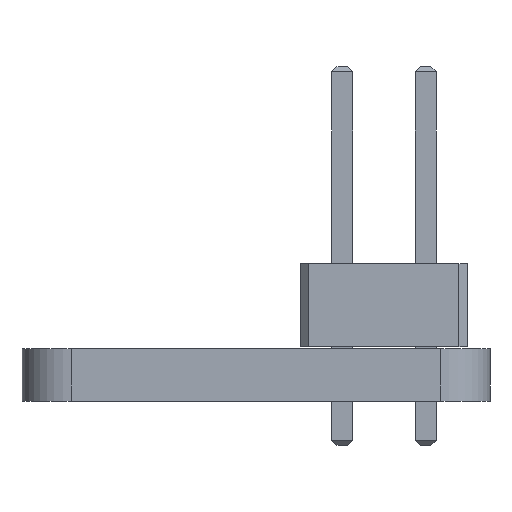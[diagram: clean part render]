
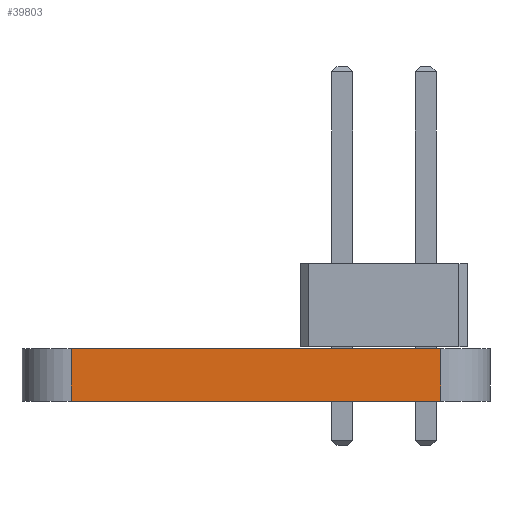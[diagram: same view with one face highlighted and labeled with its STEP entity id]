
A CAD part, front view. The second image highlights one B-rep face of the part: STEP entity #39803.
In plain terms, the highlighted planar face has unit normal (0, -1, 0).
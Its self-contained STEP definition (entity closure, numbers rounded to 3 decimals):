
#37473 = CYLINDRICAL_SURFACE('',#37474,1.5);
#37474 = AXIS2_PLACEMENT_3D('',#37475,#37476,#37477);
#37475 = CARTESIAN_POINT('',(5.625,-19.5,0.));
#37476 = DIRECTION('',(0.,0.,-1.));
#37477 = DIRECTION('',(1.,0.,0.));
#37501 = PLANE('',#37502);
#37502 = AXIS2_PLACEMENT_3D('',#37503,#37504,#37505);
#37503 = CARTESIAN_POINT('',(0.,0.,1.6
    ));
#37504 = DIRECTION('',(0.,0.,1.));
#37505 = DIRECTION('',(1.,0.,0.));
#37555 = PLANE('',#37556);
#37556 = AXIS2_PLACEMENT_3D('',#37557,#37558,#37559);
#37557 = CARTESIAN_POINT('',(0.,0.,
    0.));
#37558 = DIRECTION('',(0.,0.,1.));
#37559 = DIRECTION('',(1.,0.,0.));
#37570 = EDGE_CURVE('',#37571,#37573,#37575,.T.);
#37571 = VERTEX_POINT('',#37572);
#37572 = CARTESIAN_POINT('',(5.625,-21.,0.));
#37573 = VERTEX_POINT('',#37574);
#37574 = CARTESIAN_POINT('',(5.625,-21.,1.6));
#37575 = SURFACE_CURVE('',#37576,(#37580,#37587),.PCURVE_S1.);
#37576 = LINE('',#37577,#37578);
#37577 = CARTESIAN_POINT('',(5.625,-21.,0.));
#37578 = VECTOR('',#37579,1.);
#37579 = DIRECTION('',(0.,0.,1.));
#37580 = PCURVE('',#37473,#37581);
#37581 = DEFINITIONAL_REPRESENTATION('',(#37582),#37586);
#37582 = LINE('',#37583,#37584);
#37583 = CARTESIAN_POINT('',(-4.712,0.));
#37584 = VECTOR('',#37585,1.);
#37585 = DIRECTION('',(0.,-1.));
#37586 = ( GEOMETRIC_REPRESENTATION_CONTEXT(2) 
PARAMETRIC_REPRESENTATION_CONTEXT() REPRESENTATION_CONTEXT('2D SPACE',''
  ) );
#37587 = PCURVE('',#37588,#37593);
#37588 = PLANE('',#37589);
#37589 = AXIS2_PLACEMENT_3D('',#37590,#37591,#37592);
#37590 = CARTESIAN_POINT('',(-5.625,-21.,0.));
#37591 = DIRECTION('',(0.,1.,0.));
#37592 = DIRECTION('',(1.,0.,0.));
#37593 = DEFINITIONAL_REPRESENTATION('',(#37594),#37598);
#37594 = LINE('',#37595,#37596);
#37595 = CARTESIAN_POINT('',(11.25,0.));
#37596 = VECTOR('',#37597,1.);
#37597 = DIRECTION('',(0.,-1.));
#37598 = ( GEOMETRIC_REPRESENTATION_CONTEXT(2) 
PARAMETRIC_REPRESENTATION_CONTEXT() REPRESENTATION_CONTEXT('2D SPACE',''
  ) );
#37809 = VERTEX_POINT('',#37810);
#37810 = CARTESIAN_POINT('',(-5.625,-21.,0.));
#37825 = CYLINDRICAL_SURFACE('',#37826,1.5);
#37826 = AXIS2_PLACEMENT_3D('',#37827,#37828,#37829);
#37827 = CARTESIAN_POINT('',(-5.625,-19.5,0.));
#37828 = DIRECTION('',(0.,0.,-1.));
#37829 = DIRECTION('',(1.,0.,0.));
#37837 = EDGE_CURVE('',#37809,#37571,#37838,.T.);
#37838 = SURFACE_CURVE('',#37839,(#37843,#37850),.PCURVE_S1.);
#37839 = LINE('',#37840,#37841);
#37840 = CARTESIAN_POINT('',(-5.625,-21.,0.));
#37841 = VECTOR('',#37842,1.);
#37842 = DIRECTION('',(1.,0.,0.));
#37843 = PCURVE('',#37555,#37844);
#37844 = DEFINITIONAL_REPRESENTATION('',(#37845),#37849);
#37845 = LINE('',#37846,#37847);
#37846 = CARTESIAN_POINT('',(-5.625,-21.));
#37847 = VECTOR('',#37848,1.);
#37848 = DIRECTION('',(1.,0.));
#37849 = ( GEOMETRIC_REPRESENTATION_CONTEXT(2) 
PARAMETRIC_REPRESENTATION_CONTEXT() REPRESENTATION_CONTEXT('2D SPACE',''
  ) );
#37850 = PCURVE('',#37588,#37851);
#37851 = DEFINITIONAL_REPRESENTATION('',(#37852),#37856);
#37852 = LINE('',#37853,#37854);
#37853 = CARTESIAN_POINT('',(0.,0.));
#37854 = VECTOR('',#37855,1.);
#37855 = DIRECTION('',(1.,0.));
#37856 = ( GEOMETRIC_REPRESENTATION_CONTEXT(2) 
PARAMETRIC_REPRESENTATION_CONTEXT() REPRESENTATION_CONTEXT('2D SPACE',''
  ) );
#38927 = VERTEX_POINT('',#38928);
#38928 = CARTESIAN_POINT('',(-5.625,-21.,1.6));
#38950 = EDGE_CURVE('',#38927,#37573,#38951,.T.);
#38951 = SURFACE_CURVE('',#38952,(#38956,#38963),.PCURVE_S1.);
#38952 = LINE('',#38953,#38954);
#38953 = CARTESIAN_POINT('',(-5.625,-21.,1.6));
#38954 = VECTOR('',#38955,1.);
#38955 = DIRECTION('',(1.,0.,0.));
#38956 = PCURVE('',#37501,#38957);
#38957 = DEFINITIONAL_REPRESENTATION('',(#38958),#38962);
#38958 = LINE('',#38959,#38960);
#38959 = CARTESIAN_POINT('',(-5.625,-21.));
#38960 = VECTOR('',#38961,1.);
#38961 = DIRECTION('',(1.,0.));
#38962 = ( GEOMETRIC_REPRESENTATION_CONTEXT(2) 
PARAMETRIC_REPRESENTATION_CONTEXT() REPRESENTATION_CONTEXT('2D SPACE',''
  ) );
#38963 = PCURVE('',#37588,#38964);
#38964 = DEFINITIONAL_REPRESENTATION('',(#38965),#38969);
#38965 = LINE('',#38966,#38967);
#38966 = CARTESIAN_POINT('',(0.,-1.6));
#38967 = VECTOR('',#38968,1.);
#38968 = DIRECTION('',(1.,0.));
#38969 = ( GEOMETRIC_REPRESENTATION_CONTEXT(2) 
PARAMETRIC_REPRESENTATION_CONTEXT() REPRESENTATION_CONTEXT('2D SPACE',''
  ) );
#39803 = ADVANCED_FACE('',(#39804),#37588,.F.);
#39804 = FACE_BOUND('',#39805,.F.);
#39805 = EDGE_LOOP('',(#39806,#39827,#39828,#39829));
#39806 = ORIENTED_EDGE('',*,*,#39807,.T.);
#39807 = EDGE_CURVE('',#37809,#38927,#39808,.T.);
#39808 = SURFACE_CURVE('',#39809,(#39813,#39820),.PCURVE_S1.);
#39809 = LINE('',#39810,#39811);
#39810 = CARTESIAN_POINT('',(-5.625,-21.,0.));
#39811 = VECTOR('',#39812,1.);
#39812 = DIRECTION('',(0.,0.,1.));
#39813 = PCURVE('',#37588,#39814);
#39814 = DEFINITIONAL_REPRESENTATION('',(#39815),#39819);
#39815 = LINE('',#39816,#39817);
#39816 = CARTESIAN_POINT('',(0.,0.));
#39817 = VECTOR('',#39818,1.);
#39818 = DIRECTION('',(0.,-1.));
#39819 = ( GEOMETRIC_REPRESENTATION_CONTEXT(2) 
PARAMETRIC_REPRESENTATION_CONTEXT() REPRESENTATION_CONTEXT('2D SPACE',''
  ) );
#39820 = PCURVE('',#37825,#39821);
#39821 = DEFINITIONAL_REPRESENTATION('',(#39822),#39826);
#39822 = LINE('',#39823,#39824);
#39823 = CARTESIAN_POINT('',(-4.712,0.));
#39824 = VECTOR('',#39825,1.);
#39825 = DIRECTION('',(0.,-1.));
#39826 = ( GEOMETRIC_REPRESENTATION_CONTEXT(2) 
PARAMETRIC_REPRESENTATION_CONTEXT() REPRESENTATION_CONTEXT('2D SPACE',''
  ) );
#39827 = ORIENTED_EDGE('',*,*,#38950,.T.);
#39828 = ORIENTED_EDGE('',*,*,#37570,.F.);
#39829 = ORIENTED_EDGE('',*,*,#37837,.F.);
